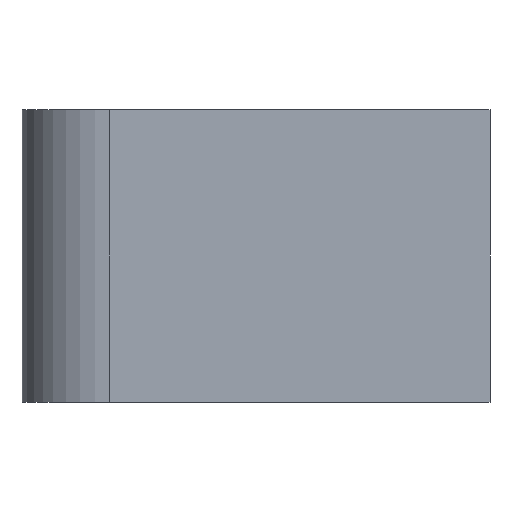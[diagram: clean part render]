
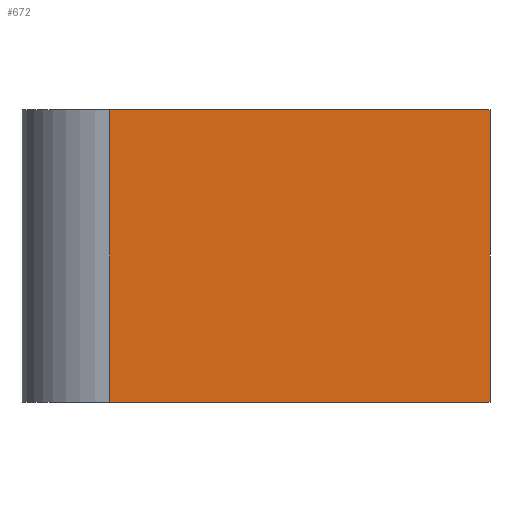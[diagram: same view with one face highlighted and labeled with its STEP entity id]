
A CAD part, left-side view. The second image highlights one B-rep face of the part: STEP entity #672.
In plain terms, the highlighted planar face has unit normal (-1, 0, 0).
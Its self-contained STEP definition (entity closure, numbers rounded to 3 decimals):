
#120=DIRECTION('',(0.,-1.,0.));
#121=VECTOR('',#120,13.);
#122=CARTESIAN_POINT('',(0.,13.,0.));
#123=LINE('',#122,#121);
#152=DIRECTION('',(0.,0.,1.));
#153=VECTOR('',#152,10.);
#154=CARTESIAN_POINT('',(0.,0.,0.));
#155=LINE('',#154,#153);
#156=DIRECTION('',(0.,0.,-1.));
#157=VECTOR('',#156,10.);
#158=CARTESIAN_POINT('',(0.,13.,10.));
#159=LINE('',#158,#157);
#195=DIRECTION('',(0.,-1.,0.));
#196=VECTOR('',#195,13.);
#197=CARTESIAN_POINT('',(0.,13.,10.));
#198=LINE('',#197,#196);
#467=CARTESIAN_POINT('',(0.,0.,0.));
#468=CARTESIAN_POINT('',(0.,0.,10.));
#469=VERTEX_POINT('',#467);
#470=VERTEX_POINT('',#468);
#479=CARTESIAN_POINT('',(0.,13.,0.));
#481=VERTEX_POINT('',#479);
#485=CARTESIAN_POINT('',(0.,13.,10.));
#486=VERTEX_POINT('',#485);
#659=CARTESIAN_POINT('',(0.,16.,0.));
#660=DIRECTION('',(-1.,0.,0.));
#661=DIRECTION('',(0.,-1.,0.));
#662=AXIS2_PLACEMENT_3D('',#659,#660,#661);
#663=PLANE('',#662);
#665=ORIENTED_EDGE('',*,*,#664,.F.);
#667=ORIENTED_EDGE('',*,*,#666,.T.);
#668=ORIENTED_EDGE('',*,*,#645,.F.);
#669=ORIENTED_EDGE('',*,*,#590,.F.);
#670=EDGE_LOOP('',(#665,#667,#668,#669));
#671=FACE_OUTER_BOUND('',#670,.F.);
#672=ADVANCED_FACE('',(#671),#663,.T.);
#590=EDGE_CURVE('',#481,#469,#123,.T.);
#645=EDGE_CURVE('',#469,#470,#155,.T.);
#664=EDGE_CURVE('',#486,#481,#159,.T.);
#666=EDGE_CURVE('',#486,#470,#198,.T.);
